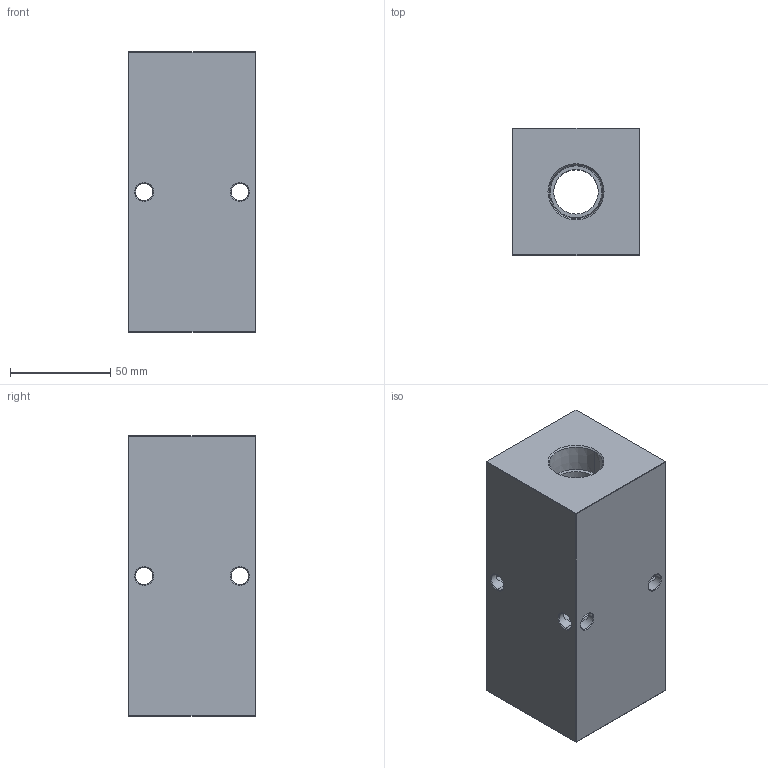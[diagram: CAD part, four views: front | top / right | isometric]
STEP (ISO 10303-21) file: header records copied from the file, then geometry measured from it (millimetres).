
FILE_DESCRIPTION (( 'STEP AP214' ), '1' );
FILE_NAME ('HM-2-0-P-12-6.STEP', '2019-07-13T13:57:15', ( '' ), ( '' ), 'SwSTEP 2.0', 'SolidWorks 2018', '' );
FILE_SCHEMA (( 'AUTOMOTIVE_DESIGN' ));
Length unit declared in the file: inch
Products named in the file (1): HM-2-0-P-12-6
Bounding box: 63.5 x 63.5 x 139.7 mm (x, y, z)
Volume: 483117.7 mm3; surface area: 59362.8 mm2
Topology: 1 solids, 1 shells, 480 faces, 1256 edges, 816 vertices
Faces by surface type: plane 242, bspline 180, cylinder 30, cone 28
Entity records: 29508 total; most frequent: CARTESIAN_POINT 12945, ORIENTED_EDGE 2512, DIRECTION 1530, EDGE_CURVE 1256, VERTEX_POINT 816, VECTOR 792, LINE 792, EDGE_LOOP 540
